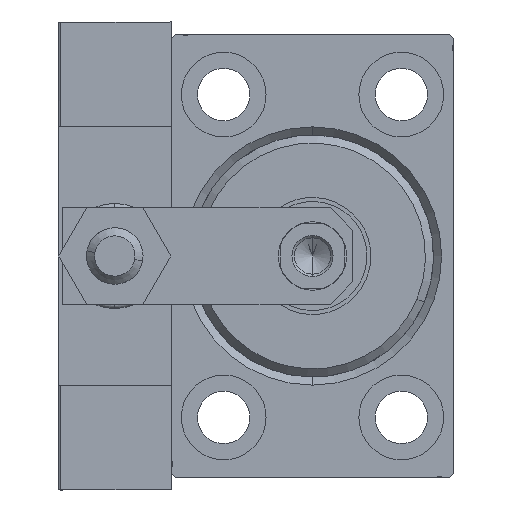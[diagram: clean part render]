
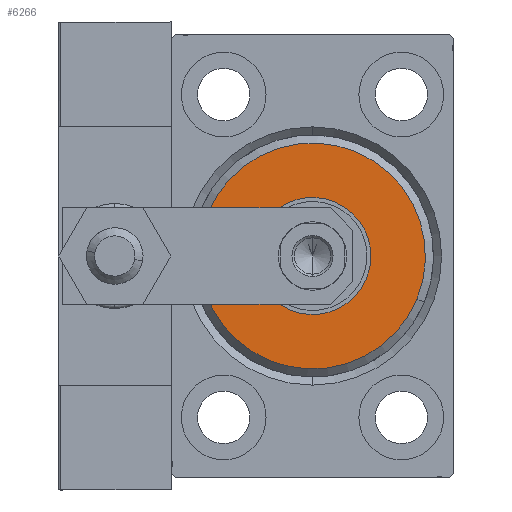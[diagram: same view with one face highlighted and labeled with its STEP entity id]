
A CAD part, left-side view. The second image highlights one B-rep face of the part: STEP entity #6266.
In plain terms, the highlighted face is planar.
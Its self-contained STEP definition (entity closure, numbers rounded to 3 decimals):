
#195 = PLANE ( 'NONE',  #33446 ) ;
#3013 = DIRECTION ( 'NONE',  ( 0., 0., -1. ) ) ;
#3215 = CARTESIAN_POINT ( 'NONE',  ( 3., 0., -14. ) ) ;
#3592 = ORIENTED_EDGE ( 'NONE', *, *, #38550, .T. ) ;
#4299 = DIRECTION ( 'NONE',  ( 1., 0., 0. ) ) ;
#4484 = ORIENTED_EDGE ( 'NONE', *, *, #35025, .F. ) ;
#4560 = DIRECTION ( 'NONE',  ( 0., 0., -1. ) ) ;
#6266 = ADVANCED_FACE ( 'NONE', ( #7900, #23539 ), #195, .T. ) ;
#6805 = VERTEX_POINT ( 'NONE', #22846 ) ;
#7900 = FACE_OUTER_BOUND ( 'NONE', #29774, .T. ) ;
#9797 = CARTESIAN_POINT ( 'NONE',  ( 3., 0., -7.25 ) ) ;
#9802 = CARTESIAN_POINT ( 'NONE',  ( 3., 0., 0. ) ) ;
#10975 = CARTESIAN_POINT ( 'NONE',  ( 3., 0., 0. ) ) ;
#12628 = CIRCLE ( 'NONE', #13432, 14. ) ;
#12633 = AXIS2_PLACEMENT_3D ( 'NONE', #9802, #17270, #40283 ) ;
#13432 = AXIS2_PLACEMENT_3D ( 'NONE', #10975, #38354, #3013 ) ;
#14283 = CIRCLE ( 'NONE', #12633, 7.25 ) ;
#14832 = EDGE_CURVE ( 'NONE', #28035, #26318, #48373, .T. ) ;
#16574 = DIRECTION ( 'NONE',  ( 1., 0., 0. ) ) ;
#16749 = AXIS2_PLACEMENT_3D ( 'NONE', #47021, #16574, #43670 ) ;
#17270 = DIRECTION ( 'NONE',  ( 1., 0., 0. ) ) ;
#20452 = CARTESIAN_POINT ( 'NONE',  ( 3., 0., 0. ) ) ;
#20821 = CIRCLE ( 'NONE', #16749, 14. ) ;
#21746 = CARTESIAN_POINT ( 'NONE',  ( 3., 0., 0. ) ) ;
#22846 = CARTESIAN_POINT ( 'NONE',  ( 3., 0., 14. ) ) ;
#23539 = FACE_BOUND ( 'NONE', #23918, .T. ) ;
#23918 = EDGE_LOOP ( 'NONE', ( #4484, #46344 ) ) ;
#26318 = VERTEX_POINT ( 'NONE', #9797 ) ;
#28035 = VERTEX_POINT ( 'NONE', #29105 ) ;
#28670 = DIRECTION ( 'NONE',  ( 1., 0., 0. ) ) ;
#29105 = CARTESIAN_POINT ( 'NONE',  ( 3., 0., 7.25 ) ) ;
#29774 = EDGE_LOOP ( 'NONE', ( #3592, #38678 ) ) ;
#33446 = AXIS2_PLACEMENT_3D ( 'NONE', #20452, #4299, #4560 ) ;
#35025 = EDGE_CURVE ( 'NONE', #26318, #28035, #14283, .T. ) ;
#36833 = DIRECTION ( 'NONE',  ( 0., 0., -1. ) ) ;
#38354 = DIRECTION ( 'NONE',  ( 1., 0., 0. ) ) ;
#38550 = EDGE_CURVE ( 'NONE', #6805, #43157, #12628, .T. ) ;
#38678 = ORIENTED_EDGE ( 'NONE', *, *, #49550, .T. ) ;
#40283 = DIRECTION ( 'NONE',  ( 0., 0., -1. ) ) ;
#43157 = VERTEX_POINT ( 'NONE', #3215 ) ;
#43670 = DIRECTION ( 'NONE',  ( 0., 0., -1. ) ) ;
#44267 = AXIS2_PLACEMENT_3D ( 'NONE', #21746, #28670, #36833 ) ;
#46344 = ORIENTED_EDGE ( 'NONE', *, *, #14832, .F. ) ;
#47021 = CARTESIAN_POINT ( 'NONE',  ( 3., 0., 0. ) ) ;
#48373 = CIRCLE ( 'NONE', #44267, 7.25 ) ;
#49550 = EDGE_CURVE ( 'NONE', #43157, #6805, #20821, .T. ) ;
